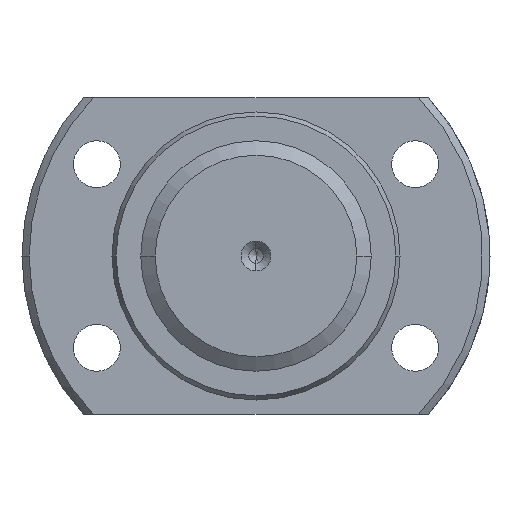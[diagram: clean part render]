
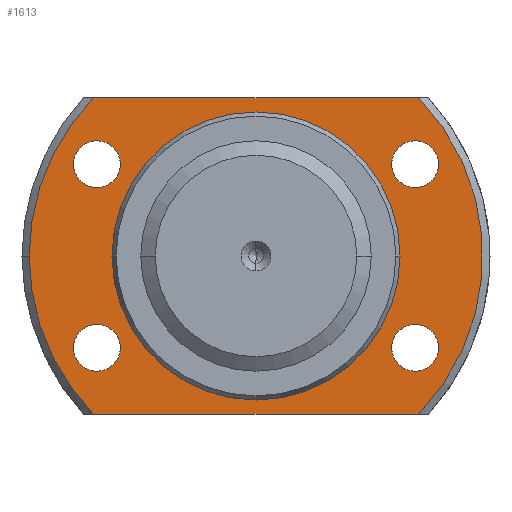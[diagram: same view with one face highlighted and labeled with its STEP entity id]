
A CAD part, left-side view. The second image highlights one B-rep face of the part: STEP entity #1613.
In plain terms, the highlighted planar face has unit normal (-1, 0, 0).
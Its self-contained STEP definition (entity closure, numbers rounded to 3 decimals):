
#38 = AXIS2_PLACEMENT_3D ( 'NONE', #468, #1604, #485 ) ;
#68 = DIRECTION ( 'NONE',  ( 1., 0., 0. ) ) ;
#122 = DIRECTION ( 'NONE',  ( 0., 1., 0. ) ) ;
#168 = CARTESIAN_POINT ( 'NONE',  ( 13.5, -20., 0. ) ) ;
#217 = CIRCLE ( 'NONE', #38, 3.25 ) ;
#264 = DIRECTION ( 'NONE',  ( 1., 0., 0. ) ) ;
#279 = ORIENTED_EDGE ( 'NONE', *, *, #3596, .T. ) ;
#281 = CARTESIAN_POINT ( 'NONE',  ( 13.5, 25.35, 12.75 ) ) ;
#305 = EDGE_LOOP ( 'NONE', ( #1382, #1738 ) ) ;
#318 = DIRECTION ( 'NONE',  ( 0., 1., 0. ) ) ;
#324 = AXIS2_PLACEMENT_3D ( 'NONE', #2360, #1808, #318 ) ;
#331 = AXIS2_PLACEMENT_3D ( 'NONE', #2330, #931, #3179 ) ;
#334 = DIRECTION ( 'NONE',  ( 1., 0., 0. ) ) ;
#361 = CARTESIAN_POINT ( 'NONE',  ( 13.5, 0., 0. ) ) ;
#377 = CARTESIAN_POINT ( 'NONE',  ( 13.5, -25.35, 12.75 ) ) ;
#394 = AXIS2_PLACEMENT_3D ( 'NONE', #2818, #264, #1409 ) ;
#426 = DIRECTION ( 'NONE',  ( 0., 1., 0. ) ) ;
#457 = EDGE_CURVE ( 'NONE', #623, #1071, #3589, .T. ) ;
#468 = CARTESIAN_POINT ( 'NONE',  ( 13.5, 22.1, -12.75 ) ) ;
#473 = VERTEX_POINT ( 'NONE', #1497 ) ;
#482 = VERTEX_POINT ( 'NONE', #643 ) ;
#485 = DIRECTION ( 'NONE',  ( 0., 1., 0. ) ) ;
#498 = EDGE_CURVE ( 'NONE', #473, #3306, #3178, .T. ) ;
#566 = AXIS2_PLACEMENT_3D ( 'NONE', #2869, #68, #3459 ) ;
#571 = LINE ( 'NONE', #1709, #3481 ) ;
#623 = VERTEX_POINT ( 'NONE', #3573 ) ;
#625 = AXIS2_PLACEMENT_3D ( 'NONE', #2265, #3609, #1057 ) ;
#643 = CARTESIAN_POINT ( 'NONE',  ( 13.5, 22.544, 22. ) ) ;
#650 = EDGE_CURVE ( 'NONE', #2504, #1950, #3236, .T. ) ;
#666 = ORIENTED_EDGE ( 'NONE', *, *, #3636, .T. ) ;
#720 = EDGE_CURVE ( 'NONE', #1950, #2504, #2992, .T. ) ;
#738 = AXIS2_PLACEMENT_3D ( 'NONE', #2108, #2998, #3295 ) ;
#745 = ORIENTED_EDGE ( 'NONE', *, *, #498, .T. ) ;
#772 = FACE_BOUND ( 'NONE', #1735, .T. ) ;
#785 = FACE_BOUND ( 'NONE', #305, .T. ) ;
#888 = VERTEX_POINT ( 'NONE', #1060 ) ;
#923 = CIRCLE ( 'NONE', #738, 31.5 ) ;
#931 = DIRECTION ( 'NONE',  ( 1., 0., 0. ) ) ;
#1057 = DIRECTION ( 'NONE',  ( 0., 1., 0. ) ) ;
#1060 = CARTESIAN_POINT ( 'NONE',  ( 13.5, 18.85, -12.75 ) ) ;
#1071 = VERTEX_POINT ( 'NONE', #2960 ) ;
#1097 = CIRCLE ( 'NONE', #625, 31.5 ) ;
#1127 = DIRECTION ( 'NONE',  ( 0., 1., 0. ) ) ;
#1166 = ORIENTED_EDGE ( 'NONE', *, *, #1460, .F. ) ;
#1205 = EDGE_LOOP ( 'NONE', ( #2022, #2023 ) ) ;
#1222 = AXIS2_PLACEMENT_3D ( 'NONE', #168, #1506, #3038 ) ;
#1267 = CARTESIAN_POINT ( 'NONE',  ( 13.5, -18.85, 12.75 ) ) ;
#1274 = LINE ( 'NONE', #2722, #1876 ) ;
#1285 = AXIS2_PLACEMENT_3D ( 'NONE', #3397, #334, #1127 ) ;
#1348 = EDGE_CURVE ( 'NONE', #2266, #3581, #3539, .T. ) ;
#1371 = EDGE_CURVE ( 'NONE', #3581, #2266, #1933, .T. ) ;
#1382 = ORIENTED_EDGE ( 'NONE', *, *, #3341, .T. ) ;
#1409 = DIRECTION ( 'NONE',  ( 0., 1., 0. ) ) ;
#1440 = ORIENTED_EDGE ( 'NONE', *, *, #650, .T. ) ;
#1460 = EDGE_CURVE ( 'NONE', #482, #623, #571, .T. ) ;
#1497 = CARTESIAN_POINT ( 'NONE',  ( 13.5, -18.85, -12.75 ) ) ;
#1506 = DIRECTION ( 'NONE',  ( 1., 0., 0. ) ) ;
#1515 = AXIS2_PLACEMENT_3D ( 'NONE', #1560, #3540, #122 ) ;
#1551 = CARTESIAN_POINT ( 'NONE',  ( 13.5, 20., 0. ) ) ;
#1560 = CARTESIAN_POINT ( 'NONE',  ( 13.5, -22.1, 12.75 ) ) ;
#1570 = FACE_BOUND ( 'NONE', #2454, .T. ) ;
#1600 = VERTEX_POINT ( 'NONE', #3319 ) ;
#1604 = DIRECTION ( 'NONE',  ( 1., 0., 0. ) ) ;
#1607 = FACE_OUTER_BOUND ( 'NONE', #3475, .T. ) ;
#1608 = ORIENTED_EDGE ( 'NONE', *, *, #2730, .T. ) ;
#1613 = ADVANCED_FACE ( 'NONE', ( #785, #3022, #1570, #772, #1917, #1607 ), #3563, .F. ) ;
#1623 = ORIENTED_EDGE ( 'NONE', *, *, #2024, .F. ) ;
#1635 = DIRECTION ( 'NONE',  ( 1., 0., 0. ) ) ;
#1640 = AXIS2_PLACEMENT_3D ( 'NONE', #3667, #1635, #2251 ) ;
#1672 = CARTESIAN_POINT ( 'NONE',  ( 13.5, -20., 0. ) ) ;
#1709 = CARTESIAN_POINT ( 'NONE',  ( 13.5, -20., 22. ) ) ;
#1717 = VERTEX_POINT ( 'NONE', #281 ) ;
#1735 = EDGE_LOOP ( 'NONE', ( #279, #1870 ) ) ;
#1738 = ORIENTED_EDGE ( 'NONE', *, *, #2853, .T. ) ;
#1759 = CIRCLE ( 'NONE', #1640, 3.25 ) ;
#1761 = DIRECTION ( 'NONE',  ( 1., 0., 0. ) ) ;
#1808 = DIRECTION ( 'NONE',  ( 1., 0., 0. ) ) ;
#1814 = CARTESIAN_POINT ( 'NONE',  ( 13.5, 31.5, 0. ) ) ;
#1870 = ORIENTED_EDGE ( 'NONE', *, *, #3488, .T. ) ;
#1876 = VECTOR ( 'NONE', #2458, 1000. ) ;
#1917 = FACE_BOUND ( 'NONE', #1205, .T. ) ;
#1933 = CIRCLE ( 'NONE', #1285, 20. ) ;
#1942 = AXIS2_PLACEMENT_3D ( 'NONE', #3436, #1761, #2902 ) ;
#1950 = VERTEX_POINT ( 'NONE', #377 ) ;
#1975 = CARTESIAN_POINT ( 'NONE',  ( 13.5, -25.35, -12.75 ) ) ;
#2020 = VERTEX_POINT ( 'NONE', #2157 ) ;
#2022 = ORIENTED_EDGE ( 'NONE', *, *, #1371, .T. ) ;
#2023 = ORIENTED_EDGE ( 'NONE', *, *, #1348, .T. ) ;
#2024 = EDGE_CURVE ( 'NONE', #3465, #482, #923, .T. ) ;
#2108 = CARTESIAN_POINT ( 'NONE',  ( 13.5, 0., 0. ) ) ;
#2132 = VERTEX_POINT ( 'NONE', #3686 ) ;
#2157 = CARTESIAN_POINT ( 'NONE',  ( 13.5, 25.35, -12.75 ) ) ;
#2251 = DIRECTION ( 'NONE',  ( 0., 1., 0. ) ) ;
#2265 = CARTESIAN_POINT ( 'NONE',  ( 13.5, 0., 0. ) ) ;
#2266 = VERTEX_POINT ( 'NONE', #1672 ) ;
#2330 = CARTESIAN_POINT ( 'NONE',  ( 13.5, 0., 0. ) ) ;
#2360 = CARTESIAN_POINT ( 'NONE',  ( 13.5, -22.1, -12.75 ) ) ;
#2382 = ORIENTED_EDGE ( 'NONE', *, *, #720, .T. ) ;
#2454 = EDGE_LOOP ( 'NONE', ( #745, #1608 ) ) ;
#2458 = DIRECTION ( 'NONE',  ( 0., -1., 0. ) ) ;
#2483 = ORIENTED_EDGE ( 'NONE', *, *, #2658, .F. ) ;
#2504 = VERTEX_POINT ( 'NONE', #1267 ) ;
#2527 = CIRCLE ( 'NONE', #566, 3.25 ) ;
#2610 = DIRECTION ( 'NONE',  ( 0., 1., 0. ) ) ;
#2658 = EDGE_CURVE ( 'NONE', #2132, #3465, #1097, .T. ) ;
#2697 = AXIS2_PLACEMENT_3D ( 'NONE', #3291, #2977, #426 ) ;
#2722 = CARTESIAN_POINT ( 'NONE',  ( 13.5, -20., -22. ) ) ;
#2730 = EDGE_CURVE ( 'NONE', #3306, #473, #1759, .T. ) ;
#2818 = CARTESIAN_POINT ( 'NONE',  ( 13.5, 22.1, 12.75 ) ) ;
#2849 = DIRECTION ( 'NONE',  ( 0., -1., 0. ) ) ;
#2853 = EDGE_CURVE ( 'NONE', #1600, #1717, #2527, .T. ) ;
#2869 = CARTESIAN_POINT ( 'NONE',  ( 13.5, 22.1, 12.75 ) ) ;
#2900 = CIRCLE ( 'NONE', #394, 3.25 ) ;
#2902 = DIRECTION ( 'NONE',  ( 0., 1., 0. ) ) ;
#2960 = CARTESIAN_POINT ( 'NONE',  ( 13.5, -22.544, -22. ) ) ;
#2977 = DIRECTION ( 'NONE',  ( 1., 0., 0. ) ) ;
#2992 = CIRCLE ( 'NONE', #2697, 3.25 ) ;
#2998 = DIRECTION ( 'NONE',  ( 1., 0., 0. ) ) ;
#3011 = CIRCLE ( 'NONE', #1942, 3.25 ) ;
#3022 = FACE_BOUND ( 'NONE', #3389, .T. ) ;
#3038 = DIRECTION ( 'NONE',  ( 0., 1., 0. ) ) ;
#3178 = CIRCLE ( 'NONE', #324, 3.25 ) ;
#3179 = DIRECTION ( 'NONE',  ( 0., 1., 0. ) ) ;
#3209 = DIRECTION ( 'NONE',  ( 1., 0., 0. ) ) ;
#3236 = CIRCLE ( 'NONE', #1515, 3.25 ) ;
#3291 = CARTESIAN_POINT ( 'NONE',  ( 13.5, -22.1, 12.75 ) ) ;
#3295 = DIRECTION ( 'NONE',  ( 0., 1., 0. ) ) ;
#3306 = VERTEX_POINT ( 'NONE', #1975 ) ;
#3319 = CARTESIAN_POINT ( 'NONE',  ( 13.5, 18.85, 12.75 ) ) ;
#3341 = EDGE_CURVE ( 'NONE', #1717, #1600, #2900, .T. ) ;
#3389 = EDGE_LOOP ( 'NONE', ( #1440, #2382 ) ) ;
#3397 = CARTESIAN_POINT ( 'NONE',  ( 13.5, 0., 0. ) ) ;
#3436 = CARTESIAN_POINT ( 'NONE',  ( 13.5, 22.1, -12.75 ) ) ;
#3459 = DIRECTION ( 'NONE',  ( 0., 1., 0. ) ) ;
#3465 = VERTEX_POINT ( 'NONE', #1814 ) ;
#3475 = EDGE_LOOP ( 'NONE', ( #1166, #1623, #2483, #666, #3491 ) ) ;
#3481 = VECTOR ( 'NONE', #2849, 1000. ) ;
#3488 = EDGE_CURVE ( 'NONE', #888, #2020, #3011, .T. ) ;
#3491 = ORIENTED_EDGE ( 'NONE', *, *, #457, .F. ) ;
#3539 = CIRCLE ( 'NONE', #331, 20. ) ;
#3540 = DIRECTION ( 'NONE',  ( 1., 0., 0. ) ) ;
#3563 = PLANE ( 'NONE',  #1222 ) ;
#3573 = CARTESIAN_POINT ( 'NONE',  ( 13.5, -22.544, 22. ) ) ;
#3581 = VERTEX_POINT ( 'NONE', #1551 ) ;
#3589 = CIRCLE ( 'NONE', #3649, 31.5 ) ;
#3596 = EDGE_CURVE ( 'NONE', #2020, #888, #217, .T. ) ;
#3609 = DIRECTION ( 'NONE',  ( 1., 0., 0. ) ) ;
#3636 = EDGE_CURVE ( 'NONE', #2132, #1071, #1274, .T. ) ;
#3649 = AXIS2_PLACEMENT_3D ( 'NONE', #361, #3209, #2610 ) ;
#3667 = CARTESIAN_POINT ( 'NONE',  ( 13.5, -22.1, -12.75 ) ) ;
#3686 = CARTESIAN_POINT ( 'NONE',  ( 13.5, 22.544, -22. ) ) ;
